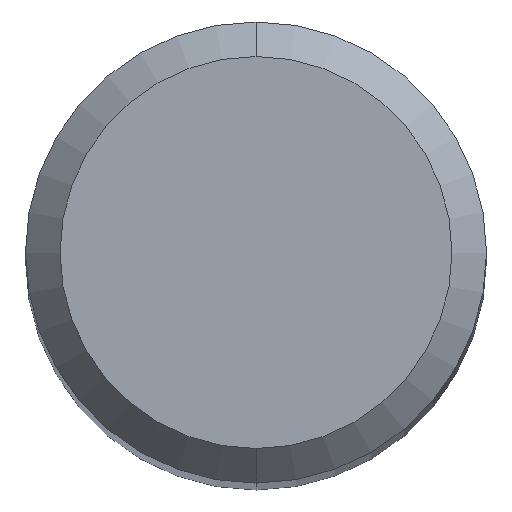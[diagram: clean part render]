
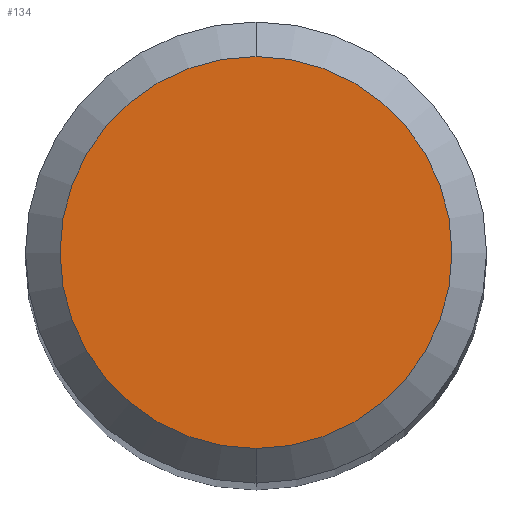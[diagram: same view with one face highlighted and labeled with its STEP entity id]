
A CAD part, top view. The second image highlights one B-rep face of the part: STEP entity #134.
In plain terms, the highlighted planar face has unit normal (0, 0, 1).
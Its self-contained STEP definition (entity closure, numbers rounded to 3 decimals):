
#108=EDGE_CURVE('',#170,#200,#258,.T.);
#134=ADVANCED_FACE('',(#289),#290,.T.);
#168=EDGE_CURVE('',#200,#170,#326,.T.);
#170=VERTEX_POINT('',#328);
#200=VERTEX_POINT('',#364);
#258=CIRCLE('',#420,1.7);
#289=FACE_OUTER_BOUND('',#457,.T.);
#290=PLANE('',#458);
#326=CIRCLE('',#509,1.7);
#328=CARTESIAN_POINT('',(0.0,1.7,0.0));
#364=CARTESIAN_POINT('',(0.,-1.7,0.0));
#420=AXIS2_PLACEMENT_3D('',#600,#601,#602);
#457=EDGE_LOOP('',(#650,#651));
#458=AXIS2_PLACEMENT_3D('',#652,#653,#654);
#509=AXIS2_PLACEMENT_3D('',#691,#692,#693);
#600=CARTESIAN_POINT('',(0.0,0.0,0.0));
#601=DIRECTION('',(0.0,0.0,-1.0));
#602=DIRECTION('',(0.0,1.0,0.0));
#650=ORIENTED_EDGE('',*,*,#108,.F.);
#651=ORIENTED_EDGE('',*,*,#168,.F.);
#652=CARTESIAN_POINT('',(0.0,0.85,0.0));
#653=DIRECTION('',(-0.0,0.0,1.0));
#654=DIRECTION('',(0.0,-1.0,0.0));
#691=CARTESIAN_POINT('',(0.0,0.0,0.0));
#692=DIRECTION('',(0.0,0.0,-1.0));
#693=DIRECTION('',(0.0,1.0,0.0));
